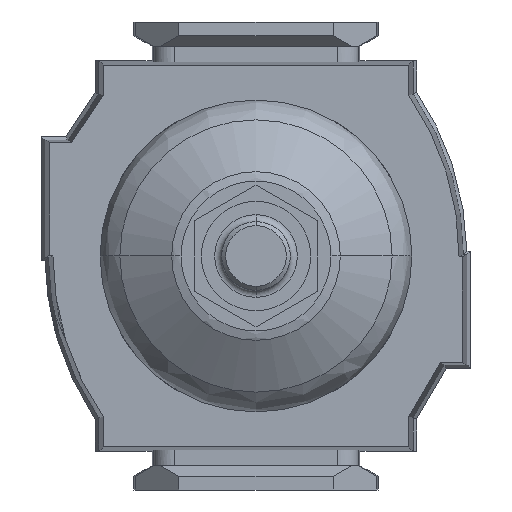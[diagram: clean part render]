
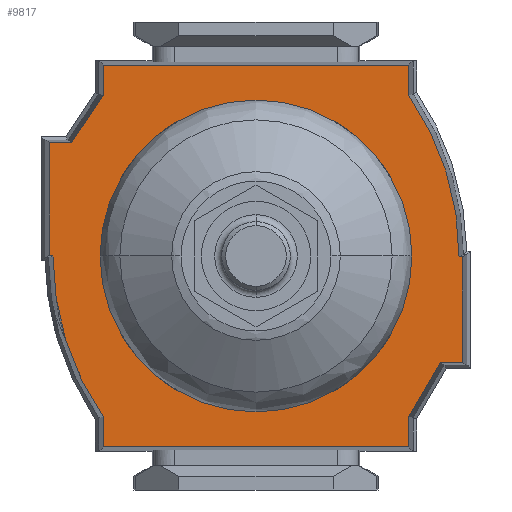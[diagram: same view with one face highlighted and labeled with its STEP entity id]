
A CAD part, front view. The second image highlights one B-rep face of the part: STEP entity #9817.
In plain terms, the highlighted planar face has unit normal (0, -1, 0).
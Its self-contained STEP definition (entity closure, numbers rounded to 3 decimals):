
#163 = CARTESIAN_POINT ( 'NONE',  ( 27.75, -38.5, 22.2 ) ) ;
#174 = EDGE_CURVE ( 'NONE', #8953, #4871, #8560, .T. ) ;
#184 = ORIENTED_EDGE ( 'NONE', *, *, #174, .F. ) ;
#201 = DIRECTION ( 'NONE',  ( -0.863, 0., 0.506 ) ) ;
#244 = ORIENTED_EDGE ( 'NONE', *, *, #4383, .F. ) ;
#301 = CARTESIAN_POINT ( 'NONE',  ( 27.75, -38.5, 22.2 ) ) ;
#329 = EDGE_CURVE ( 'NONE', #7913, #10022, #8814, .T. ) ;
#339 = CARTESIAN_POINT ( 'NONE',  ( -0.1, -38.5, -30. ) ) ;
#432 = CARTESIAN_POINT ( 'NONE',  ( -15.5, -38.5, -26.8 ) ) ;
#482 = VECTOR ( 'NONE', #930, 1000. ) ;
#552 = CARTESIAN_POINT ( 'NONE',  ( -28.86, -38.5, 31.2 ) ) ;
#777 = CARTESIAN_POINT ( 'NONE',  ( -23.383, -38.5, 22.2 ) ) ;
#792 = VERTEX_POINT ( 'NONE', #432 ) ;
#922 = DIRECTION ( 'NONE',  ( 0., 0., -1. ) ) ;
#930 = DIRECTION ( 'NONE',  ( 0.831, 0., -0.557 ) ) ;
#959 = LINE ( 'NONE', #163, #2213 ) ;
#991 = EDGE_CURVE ( 'NONE', #6825, #7471, #6411, .T. ) ;
#1005 = LINE ( 'NONE', #7460, #8714 ) ;
#1129 = ORIENTED_EDGE ( 'NONE', *, *, #6803, .F. ) ;
#1139 = ORIENTED_EDGE ( 'NONE', *, *, #6193, .F. ) ;
#1210 = LINE ( 'NONE', #2897, #7727 ) ;
#1237 = CARTESIAN_POINT ( 'NONE',  ( 0.1, -38.5, 29.5 ) ) ;
#1440 = CIRCLE ( 'NONE', #7998, 41.1 ) ;
#1464 = ORIENTED_EDGE ( 'NONE', *, *, #6585, .F. ) ;
#1614 = VECTOR ( 'NONE', #3031, 1000. ) ;
#1615 = CARTESIAN_POINT ( 'NONE',  ( -23.383, -38.5, 22.2 ) ) ;
#1649 = CARTESIAN_POINT ( 'NONE',  ( 0.1, -38.5, 30. ) ) ;
#1721 = CARTESIAN_POINT ( 'NONE',  ( 0., -38.5, -11.6 ) ) ;
#1756 = DIRECTION ( 'NONE',  ( -1., 0., 0. ) ) ;
#1757 = EDGE_CURVE ( 'NONE', #8775, #7913, #1882, .T. ) ;
#1882 = LINE ( 'NONE', #339, #5851 ) ;
#1926 = DIRECTION ( 'NONE',  ( 0., 1., 0. ) ) ;
#2087 = VECTOR ( 'NONE', #6684, 1000. ) ;
#2213 = VECTOR ( 'NONE', #8083, 1000. ) ;
#2360 = CARTESIAN_POINT ( 'NONE',  ( 27.75, -38.5, -22.2 ) ) ;
#2399 = VERTEX_POINT ( 'NONE', #6086 ) ;
#2561 = CARTESIAN_POINT ( 'NONE',  ( -15.5, -38.5, -30. ) ) ;
#2662 = VECTOR ( 'NONE', #201, 1000. ) ;
#2862 = EDGE_CURVE ( 'NONE', #3244, #7814, #9800, .T. ) ;
#2897 = CARTESIAN_POINT ( 'NONE',  ( 23.383, -38.5, -22.2 ) ) ;
#2917 = CARTESIAN_POINT ( 'NONE',  ( -0.1, -38.5, -30. ) ) ;
#3031 = DIRECTION ( 'NONE',  ( 0., 0., -1. ) ) ;
#3096 = EDGE_CURVE ( 'NONE', #4871, #6959, #1210, .T. ) ;
#3118 = VECTOR ( 'NONE', #5744, 1000. ) ;
#3142 = ORIENTED_EDGE ( 'NONE', *, *, #9718, .F. ) ;
#3176 = CARTESIAN_POINT ( 'NONE',  ( 23.383, -38.5, -22.2 ) ) ;
#3208 = AXIS2_PLACEMENT_3D ( 'NONE', #552, #9295, #3775 ) ;
#3233 = LINE ( 'NONE', #4887, #9631 ) ;
#3244 = VERTEX_POINT ( 'NONE', #6189 ) ;
#3352 = EDGE_CURVE ( 'NONE', #4657, #2399, #4968, .T. ) ;
#3375 = LINE ( 'NONE', #8950, #2662 ) ;
#3494 = CARTESIAN_POINT ( 'NONE',  ( 0., -38.5, 11.6 ) ) ;
#3775 = DIRECTION ( 'NONE',  ( 0., 0., -1. ) ) ;
#4204 = DIRECTION ( 'NONE',  ( -1., 0., 0. ) ) ;
#4237 = CARTESIAN_POINT ( 'NONE',  ( 0., -38.5, 29.5 ) ) ;
#4348 = ORIENTED_EDGE ( 'NONE', *, *, #991, .F. ) ;
#4350 = DIRECTION ( 'NONE',  ( 0., 0., 1. ) ) ;
#4362 = DIRECTION ( 'NONE',  ( 0., 0., 1. ) ) ;
#4383 = EDGE_CURVE ( 'NONE', #7814, #7134, #7630, .T. ) ;
#4391 = ORIENTED_EDGE ( 'NONE', *, *, #3352, .F. ) ;
#4405 = LINE ( 'NONE', #9903, #2087 ) ;
#4594 = ORIENTED_EDGE ( 'NONE', *, *, #10116, .F. ) ;
#4657 = VERTEX_POINT ( 'NONE', #6930 ) ;
#4798 = CIRCLE ( 'NONE', #5816, 41.1 ) ;
#4844 = DIRECTION ( 'NONE',  ( 1., 0., 0. ) ) ;
#4871 = VERTEX_POINT ( 'NONE', #9053 ) ;
#4887 = CARTESIAN_POINT ( 'NONE',  ( 16.5, -38.5, 26.8 ) ) ;
#4968 = LINE ( 'NONE', #9614, #482 ) ;
#5431 = FACE_OUTER_BOUND ( 'NONE', #7008, .T. ) ;
#5457 = VERTEX_POINT ( 'NONE', #4237 ) ;
#5706 = VERTEX_POINT ( 'NONE', #777 ) ;
#5730 = ORIENTED_EDGE ( 'NONE', *, *, #329, .F. ) ;
#5744 = DIRECTION ( 'NONE',  ( -1., 0., 0. ) ) ;
#5785 = ORIENTED_EDGE ( 'NONE', *, *, #9454, .F. ) ;
#5816 = AXIS2_PLACEMENT_3D ( 'NONE', #3494, #9950, #4350 ) ;
#5851 = VECTOR ( 'NONE', #922, 1000. ) ;
#5864 = VECTOR ( 'NONE', #8079, 1000. ) ;
#5947 = CARTESIAN_POINT ( 'NONE',  ( -27.75, -38.5, -22.2 ) ) ;
#5953 = EDGE_CURVE ( 'NONE', #6811, #4657, #3233, .T. ) ;
#6066 = EDGE_CURVE ( 'NONE', #7471, #6811, #4405, .T. ) ;
#6077 = AXIS2_PLACEMENT_3D ( 'NONE', #7533, #1926, #6405 ) ;
#6086 = CARTESIAN_POINT ( 'NONE',  ( 23.362, -38.5, 22.2 ) ) ;
#6189 = CARTESIAN_POINT ( 'NONE',  ( -23.35, -38.5, -22.2 ) ) ;
#6193 = EDGE_CURVE ( 'NONE', #6959, #8775, #4798, .T. ) ;
#6216 = CARTESIAN_POINT ( 'NONE',  ( -15.5, -38.5, -30. ) ) ;
#6326 = LINE ( 'NONE', #1615, #10327 ) ;
#6405 = DIRECTION ( 'NONE',  ( 0., 0., 1. ) ) ;
#6411 = LINE ( 'NONE', #1649, #5864 ) ;
#6486 = ORIENTED_EDGE ( 'NONE', *, *, #5953, .F. ) ;
#6585 = EDGE_CURVE ( 'NONE', #7134, #5706, #6326, .T. ) ;
#6684 = DIRECTION ( 'NONE',  ( 1., 0., 0. ) ) ;
#6803 = EDGE_CURVE ( 'NONE', #5457, #6825, #1440, .T. ) ;
#6811 = VERTEX_POINT ( 'NONE', #8343 ) ;
#6825 = VERTEX_POINT ( 'NONE', #1237 ) ;
#6859 = ORIENTED_EDGE ( 'NONE', *, *, #1757, .F. ) ;
#6909 = CIRCLE ( 'NONE', #6077, 41.1 ) ;
#6930 = CARTESIAN_POINT ( 'NONE',  ( 16.5, -38.5, 26.8 ) ) ;
#6959 = VERTEX_POINT ( 'NONE', #3176 ) ;
#7008 = EDGE_LOOP ( 'NONE', ( #9025, #9808, #5785, #5730, #6859, #1139, #7195, #184, #4594, #4391, #6486, #9567, #4348, #1129, #3142, #1464, #244 ) ) ;
#7062 = VECTOR ( 'NONE', #4204, 1000. ) ;
#7134 = VERTEX_POINT ( 'NONE', #9951 ) ;
#7195 = ORIENTED_EDGE ( 'NONE', *, *, #3096, .F. ) ;
#7460 = CARTESIAN_POINT ( 'NONE',  ( -15.5, -38.5, -26.8 ) ) ;
#7471 = VERTEX_POINT ( 'NONE', #9871 ) ;
#7533 = CARTESIAN_POINT ( 'NONE',  ( 0., -38.5, -11.6 ) ) ;
#7570 = CARTESIAN_POINT ( 'NONE',  ( -27.75, -38.5, -22.2 ) ) ;
#7627 = DIRECTION ( 'NONE',  ( 0., 1., 0. ) ) ;
#7630 = LINE ( 'NONE', #8496, #9757 ) ;
#7727 = VECTOR ( 'NONE', #1756, 1000. ) ;
#7787 = PLANE ( 'NONE',  #3208 ) ;
#7814 = VERTEX_POINT ( 'NONE', #5947 ) ;
#7913 = VERTEX_POINT ( 'NONE', #2917 ) ;
#7998 = AXIS2_PLACEMENT_3D ( 'NONE', #1721, #7627, #4362 ) ;
#8029 = CARTESIAN_POINT ( 'NONE',  ( -0.1, -38.5, -29.5 ) ) ;
#8079 = DIRECTION ( 'NONE',  ( 0., 0., 1. ) ) ;
#8083 = DIRECTION ( 'NONE',  ( 1., 0., 0. ) ) ;
#8343 = CARTESIAN_POINT ( 'NONE',  ( 16.5, -38.5, 30. ) ) ;
#8496 = CARTESIAN_POINT ( 'NONE',  ( -27.75, -38.5, 22.2 ) ) ;
#8560 = LINE ( 'NONE', #2360, #1614 ) ;
#8714 = VECTOR ( 'NONE', #8849, 1000. ) ;
#8775 = VERTEX_POINT ( 'NONE', #8029 ) ;
#8814 = LINE ( 'NONE', #2561, #3118 ) ;
#8849 = DIRECTION ( 'NONE',  ( 0., 0., 1. ) ) ;
#8950 = CARTESIAN_POINT ( 'NONE',  ( -23.35, -38.5, -22.2 ) ) ;
#8953 = VERTEX_POINT ( 'NONE', #301 ) ;
#9025 = ORIENTED_EDGE ( 'NONE', *, *, #2862, .F. ) ;
#9041 = EDGE_CURVE ( 'NONE', #792, #3244, #3375, .T. ) ;
#9053 = CARTESIAN_POINT ( 'NONE',  ( 27.75, -38.5, -22.2 ) ) ;
#9295 = DIRECTION ( 'NONE',  ( 0., -1., 0. ) ) ;
#9344 = DIRECTION ( 'NONE',  ( 0., 0., 1. ) ) ;
#9454 = EDGE_CURVE ( 'NONE', #10022, #792, #1005, .T. ) ;
#9567 = ORIENTED_EDGE ( 'NONE', *, *, #6066, .F. ) ;
#9596 = DIRECTION ( 'NONE',  ( 0., 0., -1. ) ) ;
#9614 = CARTESIAN_POINT ( 'NONE',  ( 23.362, -38.5, 22.2 ) ) ;
#9631 = VECTOR ( 'NONE', #9596, 1000. ) ;
#9718 = EDGE_CURVE ( 'NONE', #5706, #5457, #6909, .T. ) ;
#9757 = VECTOR ( 'NONE', #9344, 1000. ) ;
#9800 = LINE ( 'NONE', #7570, #7062 ) ;
#9808 = ORIENTED_EDGE ( 'NONE', *, *, #9041, .F. ) ;
#9817 = ADVANCED_FACE ( 'NONE', ( #5431 ), #7787, .T. ) ;
#9871 = CARTESIAN_POINT ( 'NONE',  ( 0.1, -38.5, 30. ) ) ;
#9903 = CARTESIAN_POINT ( 'NONE',  ( 16.5, -38.5, 30. ) ) ;
#9950 = DIRECTION ( 'NONE',  ( 0., 1., 0. ) ) ;
#9951 = CARTESIAN_POINT ( 'NONE',  ( -27.75, -38.5, 22.2 ) ) ;
#10022 = VERTEX_POINT ( 'NONE', #6216 ) ;
#10116 = EDGE_CURVE ( 'NONE', #2399, #8953, #959, .T. ) ;
#10327 = VECTOR ( 'NONE', #4844, 1000. ) ;
